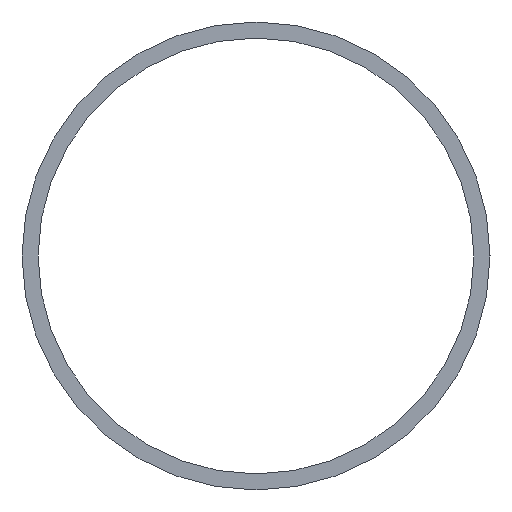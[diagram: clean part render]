
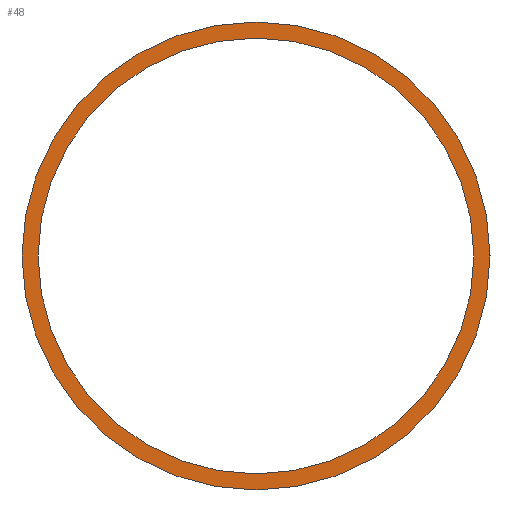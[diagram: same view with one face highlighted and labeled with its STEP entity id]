
A CAD part, left-side view. The second image highlights one B-rep face of the part: STEP entity #48.
In plain terms, the highlighted planar face has unit normal (-1, 0, 0).
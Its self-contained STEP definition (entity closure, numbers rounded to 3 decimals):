
#1 = CARTESIAN_POINT ( 'NONE',  ( 0., 0., -14.9 ) ) ;
#4 = AXIS2_PLACEMENT_3D ( 'NONE', #80, #167, #96 ) ;
#10 = DIRECTION ( 'NONE',  ( 1., 0., 0. ) ) ;
#11 = DIRECTION ( 'NONE',  ( 1., 0., 0. ) ) ;
#16 = EDGE_LOOP ( 'NONE', ( #19 ) ) ;
#19 = ORIENTED_EDGE ( 'NONE', *, *, #27, .F. ) ;
#22 = VERTEX_POINT ( 'NONE', #1 ) ;
#27 = EDGE_CURVE ( 'NONE', #95, #95, #36, .T. ) ;
#29 = CARTESIAN_POINT ( 'NONE',  ( 0., 0., 0. ) ) ;
#36 = CIRCLE ( 'NONE', #4, 16. ) ;
#48 = ADVANCED_FACE ( 'NONE', ( #164, #68 ), #145, .F. ) ;
#51 = EDGE_CURVE ( 'NONE', #22, #22, #56, .T. ) ;
#56 = CIRCLE ( 'NONE', #120, 14.9 ) ;
#68 = FACE_BOUND ( 'NONE', #136, .T. ) ;
#80 = CARTESIAN_POINT ( 'NONE',  ( 0., 0., 0. ) ) ;
#83 = CARTESIAN_POINT ( 'NONE',  ( 0., 0., -16. ) ) ;
#95 = VERTEX_POINT ( 'NONE', #83 ) ;
#96 = DIRECTION ( 'NONE',  ( 0., 0., -1. ) ) ;
#98 = CARTESIAN_POINT ( 'NONE',  ( 0., 0., 0. ) ) ;
#107 = ORIENTED_EDGE ( 'NONE', *, *, #51, .T. ) ;
#112 = DIRECTION ( 'NONE',  ( 0., 0., -1. ) ) ;
#120 = AXIS2_PLACEMENT_3D ( 'NONE', #98, #11, #112 ) ;
#129 = AXIS2_PLACEMENT_3D ( 'NONE', #29, #10, #133 ) ;
#133 = DIRECTION ( 'NONE',  ( 0., 0., -1. ) ) ;
#136 = EDGE_LOOP ( 'NONE', ( #107 ) ) ;
#145 = PLANE ( 'NONE',  #129 ) ;
#164 = FACE_OUTER_BOUND ( 'NONE', #16, .T. ) ;
#167 = DIRECTION ( 'NONE',  ( 1., 0., 0. ) ) ;
